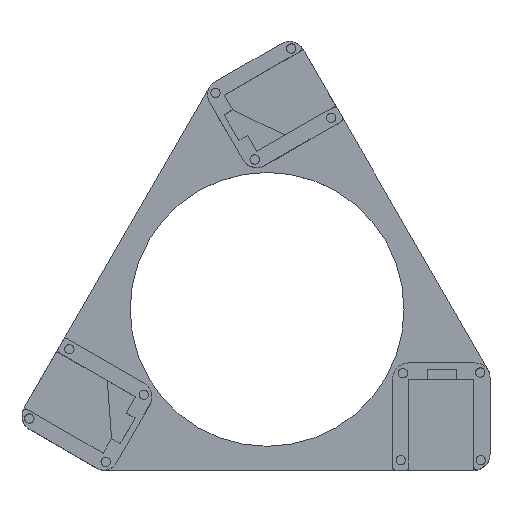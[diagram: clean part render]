
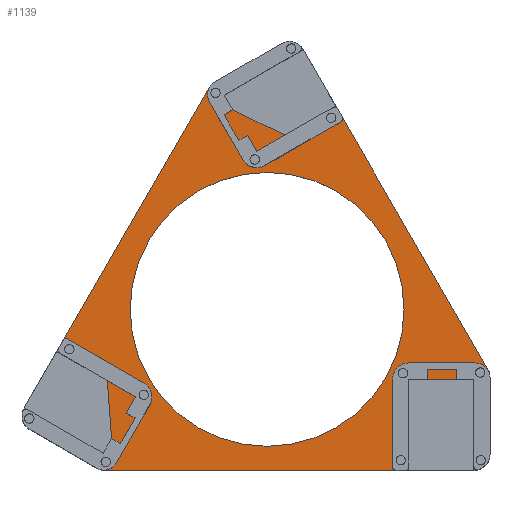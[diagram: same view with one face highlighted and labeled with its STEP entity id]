
A CAD part, top view. The second image highlights one B-rep face of the part: STEP entity #1139.
In plain terms, the highlighted planar face has unit normal (0, 0, 1).
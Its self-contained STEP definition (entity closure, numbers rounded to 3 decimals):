
#568=CARTESIAN_POINT('',(42.5,0.,5.));
#569=VERTEX_POINT('',#568);
#586=CARTESIAN_POINT('',(0.,0.,5.));
#587=DIRECTION('',(1.,0.,-0.));
#588=DIRECTION('',(0.,-0.,-1.));
#589=AXIS2_PLACEMENT_3D('',#586,#588,#587);
#590=CIRCLE('',#589,42.5);
#591=EDGE_CURVE('',#569,#569,#590,.T.);
#853=CARTESIAN_POINT('',(-73.552,-37.395,5.));
#854=VERTEX_POINT('',#853);
#855=CARTESIAN_POINT('',(-75.382,-30.565,5.));
#856=VERTEX_POINT('',#855);
#857=CARTESIAN_POINT('',(-71.052,-33.065,5.));
#858=DIRECTION('',(-0.5,-0.866,0.));
#859=DIRECTION('',(0.,0.,-1.));
#860=AXIS2_PLACEMENT_3D('',#857,#859,#858);
#861=CIRCLE('',#860,5.);
#862=EDGE_CURVE('',#854,#856,#861,.T.);
#895=CARTESIAN_POINT('',(69.161,-45.,5.));
#896=VERTEX_POINT('',#895);
#897=CARTESIAN_POINT('',(64.161,-50.,5.));
#898=VERTEX_POINT('',#897);
#899=CARTESIAN_POINT('',(64.161,-45.,5.));
#900=DIRECTION('',(1.,0.,0.));
#901=DIRECTION('',(0.,0.,-1.));
#902=AXIS2_PLACEMENT_3D('',#899,#901,#900);
#903=CIRCLE('',#902,5.);
#904=EDGE_CURVE('',#896,#898,#903,.T.);
#937=CARTESIAN_POINT('',(4.391,82.395,5.));
#938=VERTEX_POINT('',#937);
#939=CARTESIAN_POINT('',(11.221,80.565,5.));
#940=VERTEX_POINT('',#939);
#941=CARTESIAN_POINT('',(6.891,78.065,5.));
#942=DIRECTION('',(-0.5,0.866,0.));
#943=DIRECTION('',(0.,0.,-1.));
#944=AXIS2_PLACEMENT_3D('',#941,#943,#942);
#945=CIRCLE('',#944,5.);
#946=EDGE_CURVE('',#938,#940,#945,.T.);
#1057=CARTESIAN_POINT('',(0.,36.603,5.));
#1058=DIRECTION('',(0.,1.,0.));
#1059=DIRECTION('',(0.,0.,1.));
#1060=AXIS2_PLACEMENT_3D('',#1057,#1059,#1058);
#1061=PLANE('',#1060);
#1062=ORIENTED_EDGE('',*,*,#862,.F.);
#1063=CARTESIAN_POINT('',(-52.88,-49.33,5.));
#1064=VERTEX_POINT('',#1063);
#1065=CARTESIAN_POINT('',(-52.88,-49.33,5.));
#1066=DIRECTION('',(-0.866,0.5,0.));
#1067=VECTOR('',#1066,23.87);
#1068=LINE('',#1065,#1067);
#1069=EDGE_CURVE('',#1064,#854,#1068,.T.);
#1070=ORIENTED_EDGE('E211',*,*,#1069,.F.);
#1071=CARTESIAN_POINT('',(-50.38,-50.,5.));
#1072=VERTEX_POINT('',#1071);
#1073=CARTESIAN_POINT('',(-50.38,-45.,5.));
#1074=DIRECTION('',(-0.5,-0.866,0.));
#1075=DIRECTION('',(0.,0.,1.));
#1076=AXIS2_PLACEMENT_3D('',#1073,#1075,#1074);
#1077=CIRCLE('',#1076,5.);
#1078=EDGE_CURVE('',#1064,#1072,#1077,.T.);
#1079=ORIENTED_EDGE('E265',*,*,#1078,.T.);
#1080=CARTESIAN_POINT('',(-50.38,-50.,5.));
#1081=DIRECTION('',(1.,0.,0.));
#1082=VECTOR('',#1081,114.541);
#1083=LINE('',#1080,#1082);
#1084=EDGE_CURVE('',#1072,#898,#1083,.T.);
#1085=ORIENTED_EDGE('E5',*,*,#1084,.T.);
#1086=ORIENTED_EDGE('E5',*,*,#904,.F.);
#1087=CARTESIAN_POINT('',(69.161,-21.13,5.));
#1088=VERTEX_POINT('',#1087);
#1089=CARTESIAN_POINT('',(69.161,-21.13,5.));
#1090=DIRECTION('',(0.,-1.,0.));
#1091=VECTOR('',#1090,23.87);
#1092=LINE('',#1089,#1091);
#1093=EDGE_CURVE('',#1088,#896,#1092,.T.);
#1094=ORIENTED_EDGE('E214',*,*,#1093,.F.);
#1095=CARTESIAN_POINT('',(68.491,-18.63,5.));
#1096=VERTEX_POINT('',#1095);
#1097=CARTESIAN_POINT('',(64.161,-21.13,5.));
#1098=DIRECTION('',(1.,0.,0.));
#1099=DIRECTION('',(0.,0.,1.));
#1100=AXIS2_PLACEMENT_3D('',#1097,#1099,#1098);
#1101=CIRCLE('',#1100,5.);
#1102=EDGE_CURVE('',#1088,#1096,#1101,.T.);
#1103=ORIENTED_EDGE('E269',*,*,#1102,.T.);
#1104=CARTESIAN_POINT('',(68.491,-18.63,5.));
#1105=DIRECTION('',(-0.5,0.866,0.));
#1106=VECTOR('',#1105,114.541);
#1107=LINE('',#1104,#1106);
#1108=EDGE_CURVE('',#1096,#940,#1107,.T.);
#1109=ORIENTED_EDGE('E6',*,*,#1108,.T.);
#1110=ORIENTED_EDGE('E6',*,*,#946,.F.);
#1111=CARTESIAN_POINT('',(-16.281,70.46,5.));
#1112=VERTEX_POINT('',#1111);
#1113=CARTESIAN_POINT('',(-16.281,70.46,5.));
#1114=DIRECTION('',(0.866,0.5,0.));
#1115=VECTOR('',#1114,23.87);
#1116=LINE('',#1113,#1115);
#1117=EDGE_CURVE('',#1112,#938,#1116,.T.);
#1118=ORIENTED_EDGE('E217',*,*,#1117,.F.);
#1119=CARTESIAN_POINT('',(-18.111,68.63,5.));
#1120=VERTEX_POINT('',#1119);
#1121=CARTESIAN_POINT('',(-13.781,66.13,5.));
#1122=DIRECTION('',(-0.5,0.866,0.));
#1123=DIRECTION('',(0.,0.,1.));
#1124=AXIS2_PLACEMENT_3D('',#1121,#1123,#1122);
#1125=CIRCLE('',#1124,5.);
#1126=EDGE_CURVE('',#1112,#1120,#1125,.T.);
#1127=ORIENTED_EDGE('E273',*,*,#1126,.T.);
#1128=CARTESIAN_POINT('',(-18.111,68.63,5.));
#1129=DIRECTION('',(-0.5,-0.866,0.));
#1130=VECTOR('',#1129,114.541);
#1131=LINE('',#1128,#1130);
#1132=EDGE_CURVE('',#1120,#856,#1131,.T.);
#1133=ORIENTED_EDGE('E4',*,*,#1132,.T.);
#1134=EDGE_LOOP('',(#1062,#1070,#1079,#1085,#1086,#1094,#1103,#1109,#1110,#1118,#1127,#1133));
#1135=FACE_OUTER_BOUND('',#1134,.T.);
#1136=ORIENTED_EDGE('',*,*,#591,.T.);
#1137=EDGE_LOOP('',(#1136));
#1138=FACE_BOUND('',#1137,.T.);
#1139=ADVANCED_FACE('F2',(#1135,#1138),#1061,.T.);
